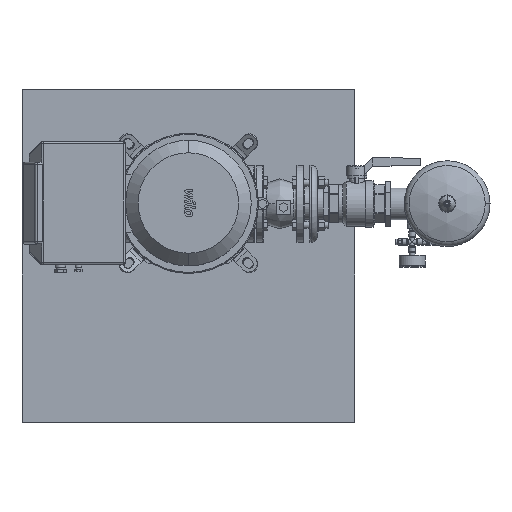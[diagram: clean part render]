
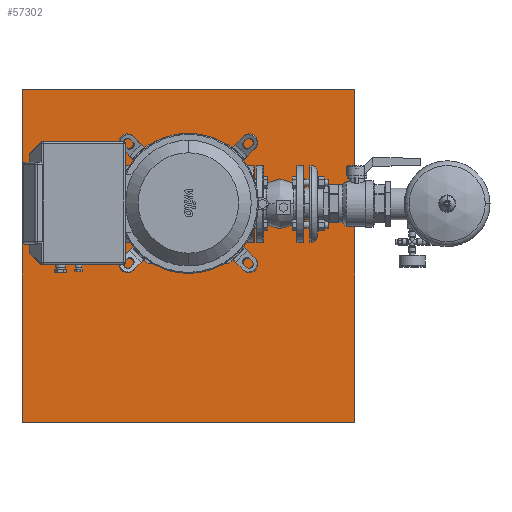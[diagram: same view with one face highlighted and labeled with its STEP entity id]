
A CAD part, top view. The second image highlights one B-rep face of the part: STEP entity #57302.
In plain terms, the highlighted planar face has unit normal (0, 0, 1).
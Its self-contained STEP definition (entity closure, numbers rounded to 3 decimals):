
#57263=CARTESIAN_POINT('',(-400.0,0.,125.0));
#57264=DIRECTION('',(0.0,0.0,1.0));
#57265=DIRECTION('',(0.0,-1.0,0.0));
#57266=AXIS2_PLACEMENT_3D('',#57263,#57264,#57265);
#57267=PLANE('',#57266);
#57268=CARTESIAN_POINT('',(400.0,-400.0,125.));
#57269=VERTEX_POINT('',#57268);
#57270=CARTESIAN_POINT('',(400.0,400.0,125.));
#57271=VERTEX_POINT('',#57270);
#57272=CARTESIAN_POINT('',(400.0,-400.0,125.));
#57273=DIRECTION('',(0.0,1.0,0.0));
#57274=VECTOR('',#57273,800.0);
#57275=LINE('',#57272,#57274);
#57276=EDGE_CURVE('',#57269,#57271,#57275,.T.);
#57277=ORIENTED_EDGE('',*,*,#57276,.T.);
#57278=CARTESIAN_POINT('',(-400.0,400.0,125.));
#57279=VERTEX_POINT('',#57278);
#57280=CARTESIAN_POINT('',(-400.0,400.0,125.));
#57281=DIRECTION('',(1.0,0.0,0.0));
#57282=VECTOR('',#57281,800.0);
#57283=LINE('',#57280,#57282);
#57284=EDGE_CURVE('',#57279,#57271,#57283,.T.);
#57285=ORIENTED_EDGE('',*,*,#57284,.F.);
#57286=CARTESIAN_POINT('',(-400.0,-400.0,125.));
#57287=VERTEX_POINT('',#57286);
#57288=CARTESIAN_POINT('',(-400.0,400.0,125.));
#57289=DIRECTION('',(0.0,-1.0,0.0));
#57290=VECTOR('',#57289,800.0);
#57291=LINE('',#57288,#57290);
#57292=EDGE_CURVE('',#57279,#57287,#57291,.T.);
#57293=ORIENTED_EDGE('',*,*,#57292,.T.);
#57294=CARTESIAN_POINT('',(-400.0,-400.0,125.));
#57295=DIRECTION('',(1.0,0.0,0.0));
#57296=VECTOR('',#57295,800.0);
#57297=LINE('',#57294,#57296);
#57298=EDGE_CURVE('',#57287,#57269,#57297,.T.);
#57299=ORIENTED_EDGE('',*,*,#57298,.T.);
#57300=EDGE_LOOP('',(#57277,#57285,#57293,#57299));
#57301=FACE_OUTER_BOUND('',#57300,.T.);
#57302=ADVANCED_FACE('',(#57301),#57267,.T.);
